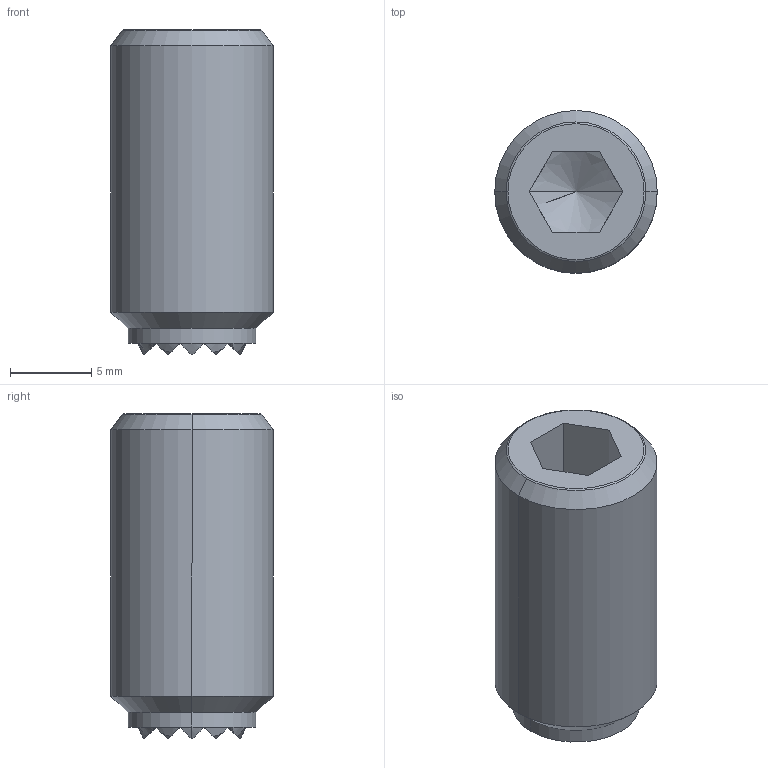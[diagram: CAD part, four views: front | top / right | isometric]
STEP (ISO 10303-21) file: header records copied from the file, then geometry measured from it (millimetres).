
FILE_DESCRIPTION(('STEP AP214'),'1');
FILE_NAME('HALDERN_EH_22700_0703.stp','2018-01-15T15:26:16',('TraceParts'),('TraceParts S.A.'),'Spatial InterOp 3D',' ',' ');
FILE_SCHEMA(('automotive_design'));
Length unit declared in the file: millimetre
Products named in the file (2): HALDERN_EH_22700_0703_1; HALDERN_EH_22700_0703_2
Bounding box: 10 x 10 x 20 mm (x, y, z)
Volume: 1478.5 mm3; surface area: 965.7 mm2
Topology: 2 solids, 2 shells, 115 faces, 246 edges, 132 vertices
Faces by surface type: plane 101, cone 8, cylinder 4, sphere 2
Entity records: 3913 total; most frequent: DIRECTION 530, CARTESIAN_POINT 503, ORIENTED_EDGE 484, EDGE_CURVE 242, AXIS2_PLACEMENT_3D 177, LINE 176, VECTOR 176, VERTEX_POINT 132
